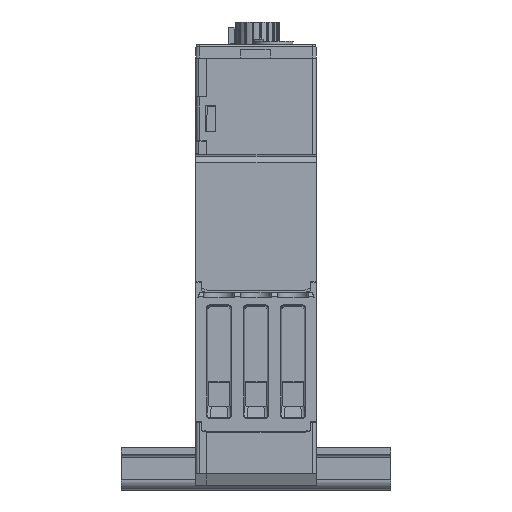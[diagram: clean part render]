
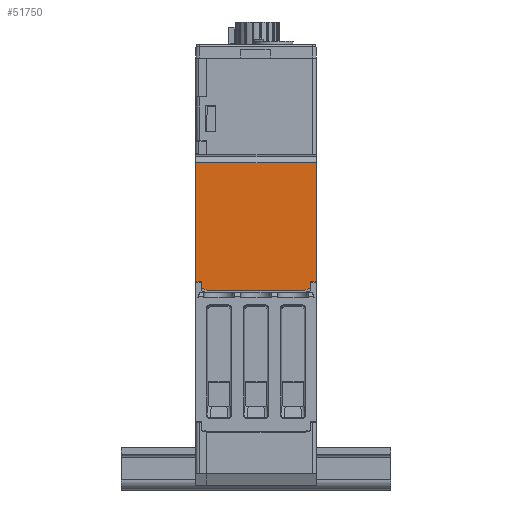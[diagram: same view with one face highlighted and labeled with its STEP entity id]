
A CAD part, left-side view. The second image highlights one B-rep face of the part: STEP entity #51750.
In plain terms, the highlighted planar face has unit normal (-1, 0, 0).
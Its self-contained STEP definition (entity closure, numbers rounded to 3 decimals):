
#3249=PLANE('',#58092);
#8891=LINE('',#90304,#13928);
#8914=LINE('',#90360,#13951);
#8915=LINE('',#90362,#13952);
#8916=LINE('',#90364,#13953);
#8917=LINE('',#90366,#13954);
#8918=LINE('',#90368,#13955);
#8919=LINE('',#90370,#13956);
#8920=LINE('',#90372,#13957);
#8921=LINE('',#90374,#13958);
#8922=LINE('',#90376,#13959);
#13928=VECTOR('',#70176,1000.);
#13951=VECTOR('',#70213,1000.);
#13952=VECTOR('',#70214,1000.);
#13953=VECTOR('',#70215,1000.);
#13954=VECTOR('',#70216,1000.);
#13955=VECTOR('',#70217,1000.);
#13956=VECTOR('',#70218,1000.);
#13957=VECTOR('',#70219,1000.);
#13958=VECTOR('',#70220,1000.);
#13959=VECTOR('',#70221,1000.);
#27679=ORIENTED_EDGE('',*,*,#36184,.T.);
#27680=ORIENTED_EDGE('',*,*,#36157,.F.);
#27681=ORIENTED_EDGE('',*,*,#36185,.F.);
#27682=ORIENTED_EDGE('',*,*,#36186,.F.);
#27683=ORIENTED_EDGE('',*,*,#36187,.F.);
#27684=ORIENTED_EDGE('',*,*,#36188,.F.);
#27685=ORIENTED_EDGE('',*,*,#36189,.F.);
#27686=ORIENTED_EDGE('',*,*,#36190,.F.);
#27687=ORIENTED_EDGE('',*,*,#36191,.F.);
#27688=ORIENTED_EDGE('',*,*,#36192,.T.);
#36157=EDGE_CURVE('',#41290,#41287,#8891,.T.);
#36184=EDGE_CURVE('',#41317,#41287,#8914,.T.);
#36185=EDGE_CURVE('',#41318,#41290,#8915,.T.);
#36186=EDGE_CURVE('',#41319,#41318,#8916,.T.);
#36187=EDGE_CURVE('',#41320,#41319,#8917,.T.);
#36188=EDGE_CURVE('',#41321,#41320,#8918,.T.);
#36189=EDGE_CURVE('',#41322,#41321,#8919,.T.);
#36190=EDGE_CURVE('',#41323,#41322,#8920,.T.);
#36191=EDGE_CURVE('',#41324,#41323,#8921,.T.);
#36192=EDGE_CURVE('',#41324,#41317,#8922,.T.);
#41287=VERTEX_POINT('',#90298);
#41290=VERTEX_POINT('',#90303);
#41317=VERTEX_POINT('',#90361);
#41318=VERTEX_POINT('',#90363);
#41319=VERTEX_POINT('',#90365);
#41320=VERTEX_POINT('',#90367);
#41321=VERTEX_POINT('',#90369);
#41322=VERTEX_POINT('',#90371);
#41323=VERTEX_POINT('',#90373);
#41324=VERTEX_POINT('',#90375);
#44964=EDGE_LOOP('',(#27679,#27680,#27681,#27682,#27683,#27684,#27685,#27686,
#27687,#27688));
#48143=FACE_BOUND('',#44964,.T.);
#51750=ADVANCED_FACE('',(#48143),#3249,.F.);
#58092=AXIS2_PLACEMENT_3D('',#90359,#70211,#70212);
#70176=DIRECTION('',(0.,-1.,0.));
#70211=DIRECTION('',(1.,0.,0.));
#70212=DIRECTION('',(0.,0.,1.));
#70213=DIRECTION('',(0.,0.,1.));
#70214=DIRECTION('',(0.,0.,1.));
#70215=DIRECTION('',(0.,1.,0.));
#70216=DIRECTION('',(0.,0.026,1.));
#70217=DIRECTION('',(0.,0.894,0.447));
#70218=DIRECTION('',(0.,1.,0.));
#70219=DIRECTION('',(0.,0.894,-0.447));
#70220=DIRECTION('',(0.,0.026,-1.));
#70221=DIRECTION('',(0.,-1.,0.));
#90298=CARTESIAN_POINT('',(-35.407,1.2,24.964));
#90303=CARTESIAN_POINT('',(-35.407,19.1,24.964));
#90304=CARTESIAN_POINT('',(-35.407,19.1,24.964));
#90359=CARTESIAN_POINT('',(-35.407,19.1,4.914));
#90360=CARTESIAN_POINT('',(-35.407,1.2,4.914));
#90361=CARTESIAN_POINT('',(-35.407,1.2,7.284));
#90362=CARTESIAN_POINT('',(-35.407,19.1,4.914));
#90363=CARTESIAN_POINT('',(-35.407,19.1,7.284));
#90364=CARTESIAN_POINT('',(-35.407,18.25,7.284));
#90365=CARTESIAN_POINT('',(-35.407,18.247,7.284));
#90366=CARTESIAN_POINT('',(-35.407,18.19,5.138));
#90367=CARTESIAN_POINT('',(-35.407,18.224,6.418));
#90368=CARTESIAN_POINT('',(-35.407,17.255,5.934));
#90369=CARTESIAN_POINT('',(-35.407,17.255,5.934));
#90370=CARTESIAN_POINT('',(-35.407,-10.854,5.934));
#90371=CARTESIAN_POINT('',(-35.407,3.055,5.934));
#90372=CARTESIAN_POINT('',(-35.407,2.055,6.434));
#90373=CARTESIAN_POINT('',(-35.407,2.076,6.423));
#90374=CARTESIAN_POINT('',(-35.407,2.122,4.669));
#90375=CARTESIAN_POINT('',(-35.407,2.053,7.284));
#90376=CARTESIAN_POINT('',(-35.407,2.05,7.284));
